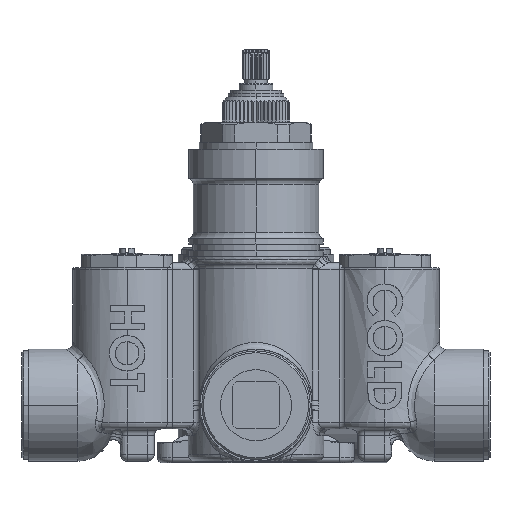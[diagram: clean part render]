
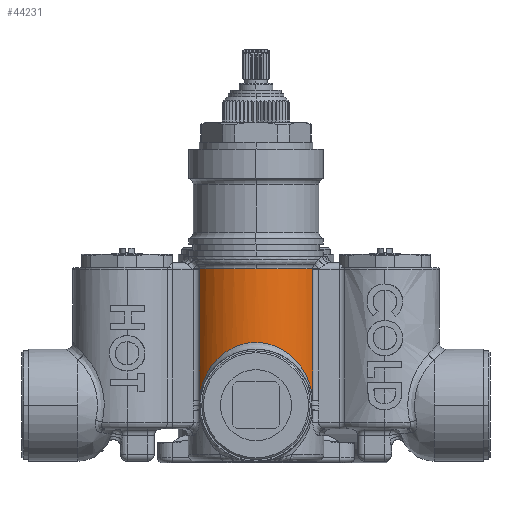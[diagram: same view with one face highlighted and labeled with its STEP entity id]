
A CAD part, front view. The second image highlights one B-rep face of the part: STEP entity #44231.
In plain terms, the highlighted cylindrical face has radius 20 mm (diameter 40 mm), a partial arc.
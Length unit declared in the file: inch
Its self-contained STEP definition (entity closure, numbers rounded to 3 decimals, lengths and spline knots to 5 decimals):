
#741=DIRECTION('',(0.,0.,1.));
#742=VECTOR('',#741,1.51575);
#743=CARTESIAN_POINT('',(-0.65995,-0.42949,
0.72835));
#744=LINE('',#743,#742);
#3026=CARTESIAN_POINT('',(-0.65995,-0.42949,
2.24409));
#3027=CARTESIAN_POINT('',(-0.65995,-0.42949,
2.24764));
#3028=CARTESIAN_POINT('',(-0.66002,-0.42938,
2.25115));
#3029=CARTESIAN_POINT('',(-0.66016,-0.42917,
2.25464));
#3031=CARTESIAN_POINT('',(0.,0.,2.25464));
#3032=DIRECTION('',(0.,0.,1.));
#3033=DIRECTION('',(0.,-1.,0.));
#3034=AXIS2_PLACEMENT_3D('',#3031,#3032,#3033);
#3036=CARTESIAN_POINT('',(0.66016,-0.42917,
2.25464));
#3037=CARTESIAN_POINT('',(0.66002,-0.42938,
2.25115));
#3038=CARTESIAN_POINT('',(0.65995,-0.42949,
2.24764));
#3039=CARTESIAN_POINT('',(0.65995,-0.42949,
2.24409));
#3041=DIRECTION('',(0.,0.,-1.));
#3042=VECTOR('',#3041,1.51575);
#3043=CARTESIAN_POINT('',(0.65995,-0.42949,
2.24409));
#3044=LINE('',#3043,#3042);
#3045=CARTESIAN_POINT('',(0.65995,-0.42949,
0.72835));
#3046=CARTESIAN_POINT('',(0.65816,-0.43225,
0.7526));
#3047=CARTESIAN_POINT('',(0.65388,-0.43878,
0.78805));
#3048=CARTESIAN_POINT('',(0.64636,-0.44973,
0.82808));
#3049=CARTESIAN_POINT('',(0.64135,-0.45682,
0.85061));
#3050=CARTESIAN_POINT('',(0.63314,-0.46824,
0.88407));
#3051=CARTESIAN_POINT('',(0.61859,-0.48761,
0.93184));
#3052=CARTESIAN_POINT('',(0.59471,-0.51657,
0.99168));
#3053=CARTESIAN_POINT('',(0.5735,-0.5398,
1.03416));
#3054=CARTESIAN_POINT('',(0.55795,-0.55564,
1.06158));
#3055=CARTESIAN_POINT('',(0.54728,-0.5662,
1.07951));
#3056=CARTESIAN_POINT('',(0.52776,-0.58472,
1.11004));
#3057=CARTESIAN_POINT('',(0.49747,-0.61101,
1.15136));
#3058=CARTESIAN_POINT('',(0.45711,-0.64184,
1.19753));
#3059=CARTESIAN_POINT('',(0.41991,-0.66654,
1.2332));
#3060=CARTESIAN_POINT('',(0.38774,-0.68551,
1.26001));
#3061=CARTESIAN_POINT('',(0.35441,-0.70358,
1.28522));
#3062=CARTESIAN_POINT('',(0.31044,-0.72444,
1.31383));
#3063=CARTESIAN_POINT('',(0.26776,-0.74086,
1.33596));
#3064=CARTESIAN_POINT('',(0.23809,-0.7506,
1.349));
#3065=CARTESIAN_POINT('',(0.21814,-0.75671,
1.35715));
#3066=CARTESIAN_POINT('',(0.18265,-0.76643,
1.37007));
#3067=CARTESIAN_POINT('',(0.1408,-0.77524,
1.38169));
#3068=CARTESIAN_POINT('',(0.10299,-0.78077,
1.38895));
#3069=CARTESIAN_POINT('',(0.08101,-0.78328,
1.39224));
#3070=CARTESIAN_POINT('',(0.0481,-0.78634,
1.39624));
#3071=CARTESIAN_POINT('',(-0.00127,-0.78832,
1.39883));
#3072=CARTESIAN_POINT('',(-0.05061,-0.78618,
1.39604));
#3073=CARTESIAN_POINT('',(-0.08348,-0.78302,
1.3919));
#3074=CARTESIAN_POINT('',(-0.10543,-0.78045,
1.38853));
#3075=CARTESIAN_POINT('',(-0.14321,-0.7748,
1.38111));
#3076=CARTESIAN_POINT('',(-0.19536,-0.76365,
1.3664));
#3077=CARTESIAN_POINT('',(-0.24025,-0.75023,
1.34852));
#3078=CARTESIAN_POINT('',(-0.26942,-0.73993,
1.33469));
#3079=CARTESIAN_POINT('',(-0.28852,-0.73276,
1.32503));
#3080=CARTESIAN_POINT('',(-0.32094,-0.7195,
1.30706));
#3081=CARTESIAN_POINT('',(-0.3646,-0.69868,
1.27848));
#3082=CARTESIAN_POINT('',(-0.405,-0.67569,
1.24622));
#3083=CARTESIAN_POINT('',(-0.43168,-0.65863,
1.22176));
#3084=CARTESIAN_POINT('',(-0.44648,-0.64863,
1.20722));
#3085=CARTESIAN_POINT('',(-0.46809,-0.63348,
1.18503));
#3086=CARTESIAN_POINT('',(-0.49835,-0.6103,
1.15027));
#3087=CARTESIAN_POINT('',(-0.53447,-0.57885,
1.10078));
#3088=CARTESIAN_POINT('',(-0.56124,-0.55261,
1.05678));
#3089=CARTESIAN_POINT('',(-0.57827,-0.5345,
1.02435));
#3090=CARTESIAN_POINT('',(-0.58751,-0.52427,
1.00532));
#3091=CARTESIAN_POINT('',(-0.6009,-0.50908,
0.97622));
#3092=CARTESIAN_POINT('',(-0.61882,-0.4873,
0.93116));
#3093=CARTESIAN_POINT('',(-0.63487,-0.46594,
0.87831));
#3094=CARTESIAN_POINT('',(-0.64396,-0.45315,
0.83946));
#3095=CARTESIAN_POINT('',(-0.64851,-0.4466,
0.81663));
#3096=CARTESIAN_POINT('',(-0.65465,-0.43761,
0.78181));
#3097=CARTESIAN_POINT('',(-0.65818,-0.43222,
0.75234));
#3098=CARTESIAN_POINT('',(-0.65995,-0.42949,
0.72835));
#3100=CARTESIAN_POINT('',(0.,0.,
2.25464));
#3101=DIRECTION('',(0.,0.,1.));
#3102=DIRECTION('',(-0.838,-0.545,0.));
#3103=AXIS2_PLACEMENT_3D('',#3100,#3101,#3102);
#3110=CARTESIAN_POINT('',(-0.66016,-0.42917,
2.25464));
#7150=CARTESIAN_POINT('',(0.66016,-0.42917,
2.25464));
#31676=VERTEX_POINT('',#7150);
#31679=VERTEX_POINT('',#3110);
#31696=CARTESIAN_POINT('',(0.,-0.7874,2.25464));
#31697=VERTEX_POINT('',#31696);
#32136=CARTESIAN_POINT('',(0.65995,-0.42949,
2.24409));
#32138=VERTEX_POINT('',#32136);
#32140=CARTESIAN_POINT('',(0.65995,-0.42949,
0.72835));
#32141=VERTEX_POINT('',#32140);
#32158=CARTESIAN_POINT('',(-0.65995,-0.42949,
0.72835));
#32159=CARTESIAN_POINT('',(-0.65995,-0.42949,
2.24409));
#32160=VERTEX_POINT('',#32158);
#32161=VERTEX_POINT('',#32159);
#44214=CARTESIAN_POINT('',(0.,0.,2.25464));
#44215=DIRECTION('',(0.,0.,-1.));
#44216=DIRECTION('',(0.,1.,0.));
#44217=AXIS2_PLACEMENT_3D('',#44214,#44215,#44216);
#44218=CYLINDRICAL_SURFACE('',#44217,0.7874);
#44219=ORIENTED_EDGE('',*,*,#37580,.T.);
#44220=ORIENTED_EDGE('',*,*,#37609,.T.);
#44222=ORIENTED_EDGE('',*,*,#44221,.T.);
#44224=ORIENTED_EDGE('',*,*,#44223,.T.);
#44225=ORIENTED_EDGE('',*,*,#44204,.T.);
#44226=ORIENTED_EDGE('',*,*,#44182,.T.);
#44228=ORIENTED_EDGE('',*,*,#44227,.T.);
#44229=EDGE_LOOP('',(#44219,#44220,#44222,#44224,#44225,#44226,#44228));
#44230=FACE_OUTER_BOUND('',#44229,.F.);
#44231=ADVANCED_FACE('',(#44230),#44218,.T.);
#3030=B_SPLINE_CURVE_WITH_KNOTS('',3,(#3026,#3027,#3028,#3029),.UNSPECIFIED.,
.F.,.F.,(4,4),(0.,1.),.UNSPECIFIED.);
#3035=CIRCLE('',#3034,0.7874);
#3040=B_SPLINE_CURVE_WITH_KNOTS('',3,(#3036,#3037,#3038,#3039),.UNSPECIFIED.,
.F.,.F.,(4,4),(0.,1.),.UNSPECIFIED.);
#3099=B_SPLINE_CURVE_WITH_KNOTS('',3,(#3045,#3046,#3047,#3048,#3049,#3050,#3051,
#3052,#3053,#3054,#3055,#3056,#3057,#3058,#3059,#3060,#3061,#3062,#3063,#3064,
#3065,#3066,#3067,#3068,#3069,#3070,#3071,#3072,#3073,#3074,#3075,#3076,#3077,
#3078,#3079,#3080,#3081,#3082,#3083,#3084,#3085,#3086,#3087,#3088,#3089,#3090,
#3091,#3092,#3093,#3094,#3095,#3096,#3097,#3098),.UNSPECIFIED.,.F.,.F.,(4,1,1,1,
1,1,1,1,1,1,1,1,1,1,1,1,1,1,1,1,1,1,1,1,1,1,1,1,1,1,1,1,1,1,1,1,1,1,1,1,1,1,1,1,
1,1,1,1,1,1,1,4),(0.,0.03125,0.04688,0.05469,
0.0625,0.09375,0.125,0.15625,
0.16406,0.17188,0.1875,0.21875,
0.25,0.28125,0.29688,0.3125,
0.34375,0.375,0.38281,0.39063,
0.40625,0.4375,0.45312,0.46094,
0.46875,0.5,0.53125,0.53906,
0.54687,0.5625,0.59375,0.625,
0.63281,0.64062,0.65625,0.6875,
0.71875,0.73437,0.74219,0.75,
0.78125,0.8125,0.84375,0.85937,
0.86719,0.875,0.90625,0.9375,
0.95312,0.96094,0.96875,1.),.UNSPECIFIED.);
#3104=CIRCLE('',#3103,0.7874);
#37580=EDGE_CURVE('',#32160,#32161,#744,.T.);
#37609=EDGE_CURVE('',#32161,#31679,#3030,.T.);
#44182=EDGE_CURVE('',#32138,#32141,#3044,.T.);
#44204=EDGE_CURVE('',#31676,#32138,#3040,.T.);
#44221=EDGE_CURVE('',#31679,#31697,#3104,.T.);
#44223=EDGE_CURVE('',#31697,#31676,#3035,.T.);
#44227=EDGE_CURVE('',#32141,#32160,#3099,.T.);
